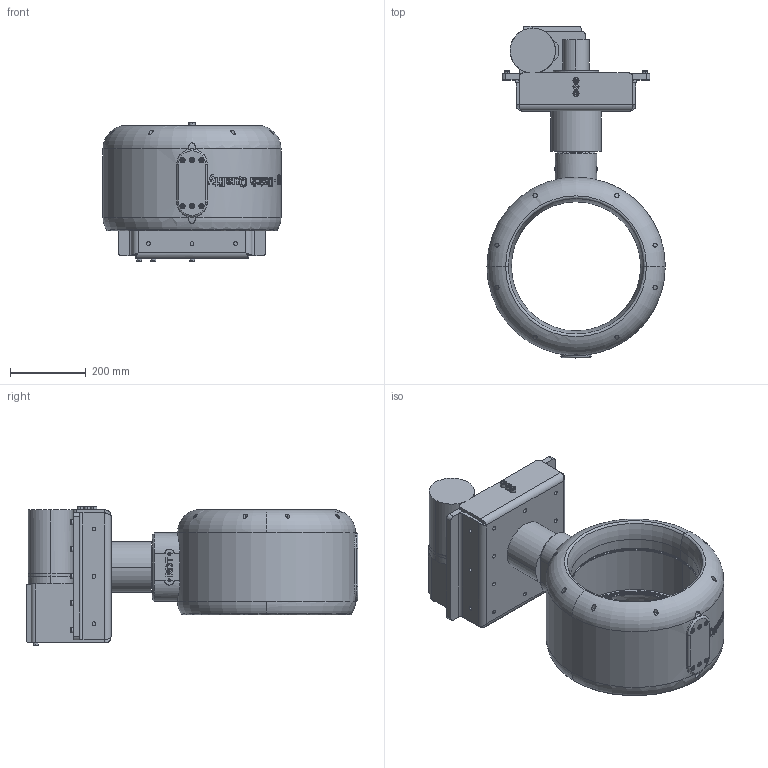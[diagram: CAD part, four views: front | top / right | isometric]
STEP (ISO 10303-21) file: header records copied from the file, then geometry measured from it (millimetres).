
FILE_DESCRIPTION (( 'STEP AP214' ), '1' );
FILE_NAME ('P-087-130-rev-C.STEP', '2022-12-15T11:05:31', ( '' ), ( '' ), 'SwSTEP 2.0', 'SolidWorks 2021', '' );
FILE_SCHEMA (( 'AUTOMOTIVE_DESIGN' ));
Length unit declared in the file: millimetre
Products named in the file (1): P-087-130-rev-C
Bounding box: 470 x 875.79 x 369 mm (x, y, z)
Volume: 39376326.5 mm3; surface area: 1596197 mm2
Topology: 1 solids, 30 shells, 1588 faces, 3930 edges, 2460 vertices
Faces by surface type: plane 688, cylinder 351, bspline 301, torus 141, cone 99, sphere 8
Entity records: 140308 total; most frequent: CARTESIAN_POINT 88325, ORIENTED_EDGE 7756, DIRECTION 6439, EDGE_CURVE 3878, VERTEX_POINT 2460, AXIS2_PLACEMENT_3D 2402, EDGE_LOOP 1756, VECTOR 1635
